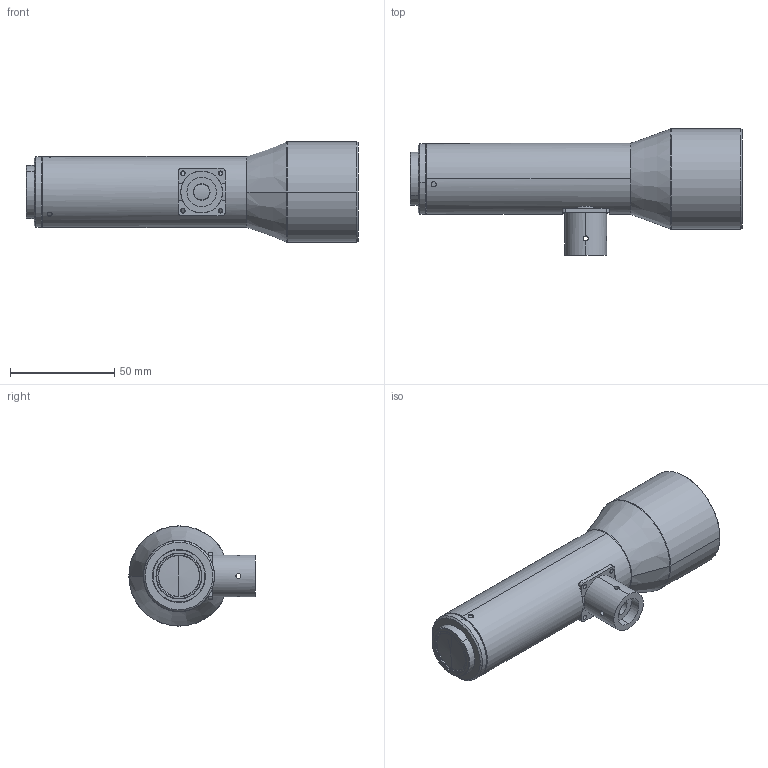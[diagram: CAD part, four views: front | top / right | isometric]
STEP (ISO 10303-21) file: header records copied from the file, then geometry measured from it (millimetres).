
FILE_DESCRIPTION (( 'STEP AP203' ), '1' );
FILE_NAME ('WWK08-180C-111.STEP', '2022-05-25T02:59:06', ( '' ), ( '' ), 'SwSTEP 2.0', 'SolidWorks 2017', '' );
FILE_SCHEMA (( 'CONFIG_CONTROL_DESIGN' ));
Length unit declared in the file: millimetre
Products named in the file (1): WWK08-180C-111
Bounding box: 158.91 x 60.49 x 48 mm (x, y, z)
Volume: 185819.6 mm3; surface area: 24026.3 mm2
Topology: 1 solids, 3 shells, 136 faces, 353 edges, 227 vertices
Faces by surface type: cylinder 79, plane 33, cone 20, bspline 4
Entity records: 5012 total; most frequent: CARTESIAN_POINT 1616, ORIENTED_EDGE 702, DIRECTION 689, EDGE_CURVE 351, AXIS2_PLACEMENT_3D 278, VERTEX_POINT 227, EDGE_LOOP 158, CIRCLE 145
